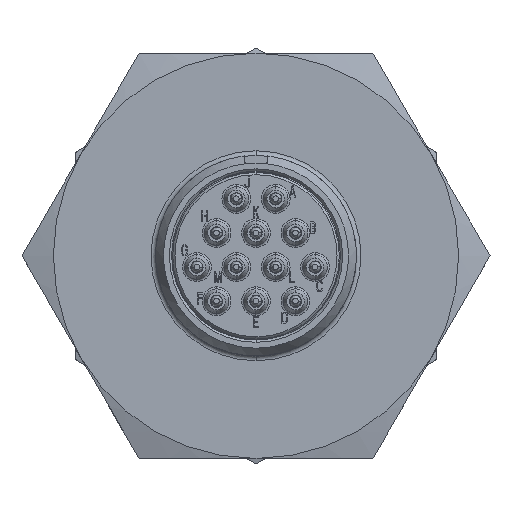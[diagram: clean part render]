
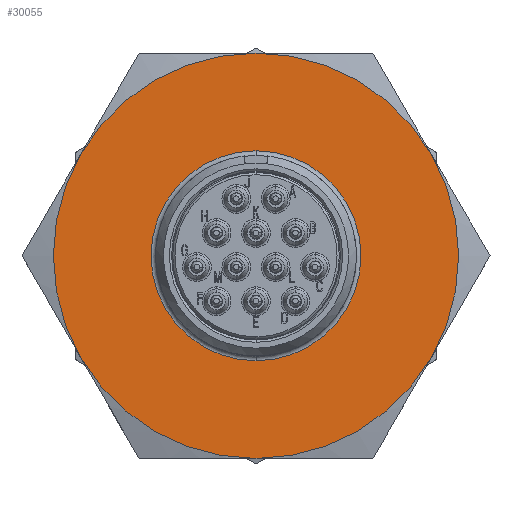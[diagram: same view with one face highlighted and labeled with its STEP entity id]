
A CAD part, top view. The second image highlights one B-rep face of the part: STEP entity #30055.
In plain terms, the highlighted planar face has unit normal (0, 0, 1).
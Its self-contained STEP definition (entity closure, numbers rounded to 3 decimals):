
#6508=CARTESIAN_POINT('',(0.,0.,16.));
#6509=DIRECTION('',(0.,0.,1.));
#6510=DIRECTION('',(0.,1.,0.));
#6511=AXIS2_PLACEMENT_3D('',#6508,#6509,#6510);
#6513=CARTESIAN_POINT('',(0.,0.,16.));
#6514=DIRECTION('',(0.,0.,1.));
#6515=DIRECTION('',(0.866,0.5,0.));
#6516=AXIS2_PLACEMENT_3D('',#6513,#6514,#6515);
#6518=CARTESIAN_POINT('',(0.,0.,16.));
#6519=DIRECTION('',(0.,0.,1.));
#6520=DIRECTION('',(0.,-1.,0.));
#6521=AXIS2_PLACEMENT_3D('',#6518,#6519,#6520);
#6523=CARTESIAN_POINT('',(0.,0.,16.));
#6524=DIRECTION('',(0.,0.,1.));
#6525=DIRECTION('',(-0.866,-0.5,0.));
#6526=AXIS2_PLACEMENT_3D('',#6523,#6524,#6525);
#6528=CARTESIAN_POINT('',(0.,0.,16.));
#6529=DIRECTION('',(0.,0.,1.));
#6530=DIRECTION('',(-0.866,0.5,0.));
#6531=AXIS2_PLACEMENT_3D('',#6528,#6529,#6530);
#6533=CARTESIAN_POINT('',(0.,0.,16.));
#6534=DIRECTION('',(0.,0.,1.));
#6535=DIRECTION('',(0.866,-0.5,0.));
#6536=AXIS2_PLACEMENT_3D('',#6533,#6534,#6535);
#6538=CARTESIAN_POINT('',(0.,0.,16.));
#6539=DIRECTION('',(0.,0.,1.));
#6540=DIRECTION('',(0.,1.,0.));
#6541=AXIS2_PLACEMENT_3D('',#6538,#6539,#6540);
#6553=CARTESIAN_POINT('',(0.,0.,16.));
#6554=DIRECTION('',(0.,0.,1.));
#6555=DIRECTION('',(0.,-1.,0.));
#6556=AXIS2_PLACEMENT_3D('',#6553,#6554,#6555);
#18657=CARTESIAN_POINT('',(0.,9.325,16.));
#18658=CARTESIAN_POINT('',(0.,-9.325,16.));
#18659=VERTEX_POINT('',#18657);
#18660=VERTEX_POINT('',#18658);
#20546=CARTESIAN_POINT('',(-15.588,-9.,16.));
#20547=CARTESIAN_POINT('',(0.,-18.,16.));
#20548=VERTEX_POINT('',#20546);
#20549=VERTEX_POINT('',#20547);
#20550=CARTESIAN_POINT('',(15.588,-9.,16.));
#20551=VERTEX_POINT('',#20550);
#20552=CARTESIAN_POINT('',(15.588,9.,16.));
#20553=CARTESIAN_POINT('',(0.,18.,16.));
#20554=VERTEX_POINT('',#20552);
#20555=VERTEX_POINT('',#20553);
#20556=CARTESIAN_POINT('',(-15.588,9.,16.));
#20557=VERTEX_POINT('',#20556);
#30031=CARTESIAN_POINT('',(0.,0.,16.));
#30032=DIRECTION('',(0.,0.,1.));
#30033=DIRECTION('',(0.,-1.,0.));
#30034=AXIS2_PLACEMENT_3D('',#30031,#30032,#30033);
#30035=PLANE('259',#30034);
#30037=ORIENTED_EDGE('3828',*,*,#30036,.F.);
#30039=ORIENTED_EDGE('3795',*,*,#30038,.F.);
#30041=ORIENTED_EDGE('3794',*,*,#30040,.F.);
#30043=ORIENTED_EDGE('3827',*,*,#30042,.F.);
#30045=ORIENTED_EDGE('3793',*,*,#30044,.F.);
#30046=ORIENTED_EDGE('3792',*,*,#30017,.F.);
#30047=EDGE_LOOP('259',(#30037,#30039,#30041,#30043,#30045,#30046));
#30048=FACE_OUTER_BOUND('259',#30047,.F.);
#30050=ORIENTED_EDGE('2289',*,*,#30049,.T.);
#30052=ORIENTED_EDGE('2290',*,*,#30051,.T.);
#30053=EDGE_LOOP('259',(#30050,#30052));
#30054=FACE_BOUND('259',#30053,.F.);
#6512=CIRCLE('3795',#6511,18.);
#6517=CIRCLE('3794',#6516,18.);
#6522=CIRCLE('3793',#6521,18.);
#6527=CIRCLE('3792',#6526,18.);
#6532=CIRCLE('3828',#6531,18.);
#6537=CIRCLE('3827',#6536,18.);
#6542=CIRCLE('2289',#6541,9.325);
#6557=CIRCLE('2290',#6556,9.325);
#30017=EDGE_CURVE('3792',#20548,#20549,#6527,.T.);
#30036=EDGE_CURVE('3828',#20557,#20548,#6532,.T.);
#30038=EDGE_CURVE('3795',#20555,#20557,#6512,.T.);
#30040=EDGE_CURVE('3794',#20554,#20555,#6517,.T.);
#30042=EDGE_CURVE('3827',#20551,#20554,#6537,.T.);
#30044=EDGE_CURVE('3793',#20549,#20551,#6522,.T.);
#30049=EDGE_CURVE('2289',#18659,#18660,#6542,.T.);
#30051=EDGE_CURVE('2290',#18660,#18659,#6557,.T.);
#30055=ADVANCED_FACE('259',(#30048,#30054),#30035,.T.);
